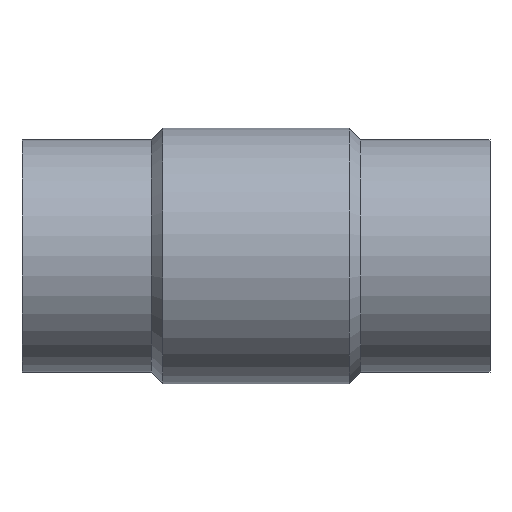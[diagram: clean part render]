
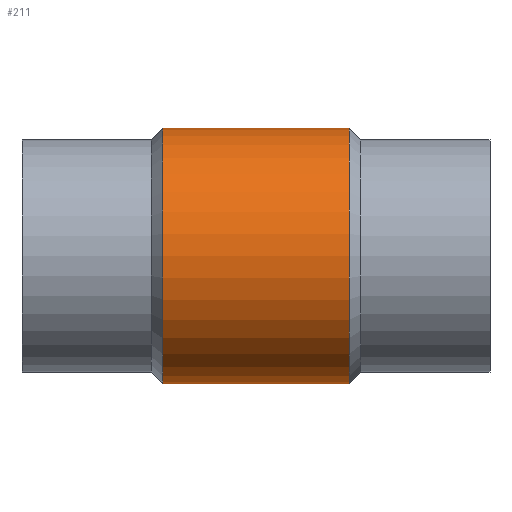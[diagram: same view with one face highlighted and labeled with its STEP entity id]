
A CAD part, top view. The second image highlights one B-rep face of the part: STEP entity #211.
In plain terms, the highlighted cylindrical face has radius 99 mm (diameter 198 mm), a full revolution.
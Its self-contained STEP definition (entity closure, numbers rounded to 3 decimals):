
#25=FACE_OUTER_BOUND('',#38,.T.);
#38=EDGE_LOOP('',(#149,#150,#151,#152,#153,#154,#155,#156,#157));
#56=B_SPLINE_CURVE_WITH_KNOTS('',3,(#416,#417,#418,#419,#420,#421,#422,
#423,#424,#425,#426,#427,#428,#429,#430,#431,#432,#433,#434,#435,#436,#437,
#438,#439,#440,#441,#442,#443,#444,#445,#446,#447,#448,#449),
 .UNSPECIFIED.,.F.,.F.,(4,2,2,2,2,2,2,2,2,2,2,2,2,2,2,2,4),(10.841,
12.187,13.533,14.878,16.224,17.589,
18.953,20.318,21.682,23.047,24.411,
25.775,27.14,28.486,29.832,31.177,
32.523),.UNSPECIFIED.);
#57=B_SPLINE_CURVE_WITH_KNOTS('',3,(#454,#455,#456,#457,#458,#459,#460,
#461,#462,#463,#464,#465,#466,#467,#468,#469,#470,#471),.UNSPECIFIED.,.F.,
 .F.,(4,2,2,2,2,2,2,2,4),(32.523,33.869,35.215,
36.561,37.906,39.271,40.635,42.,
43.364),.UNSPECIFIED.);
#58=B_SPLINE_CURVE_WITH_KNOTS('',3,(#472,#473,#474,#475,#476,#477,#478,
#479,#480,#481,#482,#483,#484,#485,#486,#487,#488,#489),.UNSPECIFIED.,.F.,
 .F.,(4,2,2,2,2,2,2,2,4),(0.,1.364,2.729,4.093,
5.458,6.804,8.149,9.495,10.841),
 .UNSPECIFIED.);
#60=LINE('',#414,#72);
#61=LINE('',#451,#73);
#72=VECTOR('',#279,99.);
#73=VECTOR('',#280,99.);
#84=CIRCLE('',#246,99.);
#85=CIRCLE('',#247,99.);
#99=VERTEX_POINT('',#411);
#100=VERTEX_POINT('',#413);
#101=VERTEX_POINT('',#415);
#102=VERTEX_POINT('',#450);
#103=VERTEX_POINT('',#453);
#118=EDGE_CURVE('',#99,#99,#84,.T.);
#119=EDGE_CURVE('',#99,#100,#60,.T.);
#120=EDGE_CURVE('',#100,#101,#56,.T.);
#121=EDGE_CURVE('',#101,#102,#61,.T.);
#122=EDGE_CURVE('',#102,#102,#85,.T.);
#123=EDGE_CURVE('',#101,#103,#57,.T.);
#124=EDGE_CURVE('',#103,#100,#58,.T.);
#149=ORIENTED_EDGE('',*,*,#118,.F.);
#150=ORIENTED_EDGE('',*,*,#119,.T.);
#151=ORIENTED_EDGE('',*,*,#120,.T.);
#152=ORIENTED_EDGE('',*,*,#121,.T.);
#153=ORIENTED_EDGE('',*,*,#122,.T.);
#154=ORIENTED_EDGE('',*,*,#121,.F.);
#155=ORIENTED_EDGE('',*,*,#123,.T.);
#156=ORIENTED_EDGE('',*,*,#124,.T.);
#157=ORIENTED_EDGE('',*,*,#119,.F.);
#204=CYLINDRICAL_SURFACE('',#245,99.);
#211=ADVANCED_FACE('',(#25),#204,.T.);
#245=AXIS2_PLACEMENT_3D('',#410,#275,#276);
#246=AXIS2_PLACEMENT_3D('',#412,#277,#278);
#247=AXIS2_PLACEMENT_3D('',#452,#281,#282);
#275=DIRECTION('center_axis',(-1.,0.,0.));
#276=DIRECTION('ref_axis',(0.,0.,1.));
#277=DIRECTION('center_axis',(-1.,0.,0.));
#278=DIRECTION('ref_axis',(0.,0.,1.));
#279=DIRECTION('',(1.,0.,0.));
#280=DIRECTION('',(1.,0.,0.));
#281=DIRECTION('center_axis',(-1.,0.,0.));
#282=DIRECTION('ref_axis',(0.,0.,1.));
#410=CARTESIAN_POINT('Origin',(0.,0.,0.));
#411=CARTESIAN_POINT('',(-72.,0.,-99.));
#412=CARTESIAN_POINT('Origin',(-72.,0.,0.));
#413=CARTESIAN_POINT('',(-68.75,0.,-99.));
#414=CARTESIAN_POINT('',(0.,0.,-99.));
#415=CARTESIAN_POINT('',(68.75,0.,-99.));
#416=CARTESIAN_POINT('Ctrl Pts',(-68.75,0.,-99.));
#417=CARTESIAN_POINT('Ctrl Pts',(-68.75,-4.486,-99.));
#418=CARTESIAN_POINT('Ctrl Pts',(-68.304,-9.076,-98.688));
#419=CARTESIAN_POINT('Ctrl Pts',(-66.482,-18.107,-97.437));
#420=CARTESIAN_POINT('Ctrl Pts',(-65.108,-22.55,-96.497));
#421=CARTESIAN_POINT('Ctrl Pts',(-61.543,-30.983,-94.129));
#422=CARTESIAN_POINT('Ctrl Pts',(-59.351,-34.983,-92.699));
#423=CARTESIAN_POINT('Ctrl Pts',(-54.359,-42.324,-89.585));
#424=CARTESIAN_POINT('Ctrl Pts',(-51.56,-45.667,-87.903));
#425=CARTESIAN_POINT('Ctrl Pts',(-45.626,-51.601,-84.558));
#426=CARTESIAN_POINT('Ctrl Pts',(-42.261,-54.408,-82.765));
#427=CARTESIAN_POINT('Ctrl Pts',(-34.921,-59.386,-79.269));
#428=CARTESIAN_POINT('Ctrl Pts',(-30.946,-61.56,-77.568));
#429=CARTESIAN_POINT('Ctrl Pts',(-22.572,-65.098,-74.623));
#430=CARTESIAN_POINT('Ctrl Pts',(-18.164,-66.466,-73.381));
#431=CARTESIAN_POINT('Ctrl Pts',(-9.153,-68.293,-71.684));
#432=CARTESIAN_POINT('Ctrl Pts',(-4.548,-68.75,-71.235));
#433=CARTESIAN_POINT('Ctrl Pts',(4.548,-68.75,-71.235));
#434=CARTESIAN_POINT('Ctrl Pts',(9.153,-68.293,-71.684));
#435=CARTESIAN_POINT('Ctrl Pts',(18.164,-66.466,-73.381));
#436=CARTESIAN_POINT('Ctrl Pts',(22.572,-65.098,-74.623));
#437=CARTESIAN_POINT('Ctrl Pts',(30.946,-61.56,-77.568));
#438=CARTESIAN_POINT('Ctrl Pts',(34.921,-59.386,-79.269));
#439=CARTESIAN_POINT('Ctrl Pts',(42.261,-54.408,-82.765));
#440=CARTESIAN_POINT('Ctrl Pts',(45.626,-51.601,-84.558));
#441=CARTESIAN_POINT('Ctrl Pts',(51.56,-45.667,-87.903));
#442=CARTESIAN_POINT('Ctrl Pts',(54.359,-42.324,-89.585));
#443=CARTESIAN_POINT('Ctrl Pts',(59.351,-34.983,-92.699));
#444=CARTESIAN_POINT('Ctrl Pts',(61.543,-30.983,-94.129));
#445=CARTESIAN_POINT('Ctrl Pts',(65.108,-22.55,-96.497));
#446=CARTESIAN_POINT('Ctrl Pts',(66.482,-18.107,-97.437));
#447=CARTESIAN_POINT('Ctrl Pts',(68.304,-9.076,-98.688));
#448=CARTESIAN_POINT('Ctrl Pts',(68.75,-4.486,-99.));
#449=CARTESIAN_POINT('Ctrl Pts',(68.75,0.,-99.));
#450=CARTESIAN_POINT('',(72.,0.,-99.));
#451=CARTESIAN_POINT('',(0.,0.,-99.));
#452=CARTESIAN_POINT('Origin',(72.,0.,0.));
#453=CARTESIAN_POINT('',(0.,68.75,-71.235));
#454=CARTESIAN_POINT('Ctrl Pts',(68.75,0.,-99.));
#455=CARTESIAN_POINT('Ctrl Pts',(68.75,4.486,-99.));
#456=CARTESIAN_POINT('Ctrl Pts',(68.304,9.076,-98.688));
#457=CARTESIAN_POINT('Ctrl Pts',(66.482,18.107,-97.437));
#458=CARTESIAN_POINT('Ctrl Pts',(65.108,22.55,-96.497));
#459=CARTESIAN_POINT('Ctrl Pts',(61.543,30.983,-94.129));
#460=CARTESIAN_POINT('Ctrl Pts',(59.351,34.983,-92.699));
#461=CARTESIAN_POINT('Ctrl Pts',(54.359,42.324,-89.585));
#462=CARTESIAN_POINT('Ctrl Pts',(51.56,45.667,-87.903));
#463=CARTESIAN_POINT('Ctrl Pts',(45.626,51.601,-84.558));
#464=CARTESIAN_POINT('Ctrl Pts',(42.261,54.408,-82.765));
#465=CARTESIAN_POINT('Ctrl Pts',(34.921,59.386,-79.269));
#466=CARTESIAN_POINT('Ctrl Pts',(30.946,61.56,-77.568));
#467=CARTESIAN_POINT('Ctrl Pts',(22.572,65.098,-74.623));
#468=CARTESIAN_POINT('Ctrl Pts',(18.164,66.466,-73.381));
#469=CARTESIAN_POINT('Ctrl Pts',(9.153,68.293,-71.684));
#470=CARTESIAN_POINT('Ctrl Pts',(4.548,68.75,-71.235));
#471=CARTESIAN_POINT('Ctrl Pts',(0.,68.75,-71.235));
#472=CARTESIAN_POINT('Ctrl Pts',(0.,68.75,-71.235));
#473=CARTESIAN_POINT('Ctrl Pts',(-4.548,68.75,-71.235));
#474=CARTESIAN_POINT('Ctrl Pts',(-9.153,68.293,-71.684));
#475=CARTESIAN_POINT('Ctrl Pts',(-18.164,66.466,-73.381));
#476=CARTESIAN_POINT('Ctrl Pts',(-22.572,65.098,-74.623));
#477=CARTESIAN_POINT('Ctrl Pts',(-30.946,61.56,-77.568));
#478=CARTESIAN_POINT('Ctrl Pts',(-34.921,59.386,-79.269));
#479=CARTESIAN_POINT('Ctrl Pts',(-42.261,54.408,-82.765));
#480=CARTESIAN_POINT('Ctrl Pts',(-45.626,51.601,-84.558));
#481=CARTESIAN_POINT('Ctrl Pts',(-51.56,45.667,-87.903));
#482=CARTESIAN_POINT('Ctrl Pts',(-54.359,42.324,-89.585));
#483=CARTESIAN_POINT('Ctrl Pts',(-59.351,34.983,-92.699));
#484=CARTESIAN_POINT('Ctrl Pts',(-61.543,30.983,-94.129));
#485=CARTESIAN_POINT('Ctrl Pts',(-65.108,22.55,-96.497));
#486=CARTESIAN_POINT('Ctrl Pts',(-66.482,18.107,-97.437));
#487=CARTESIAN_POINT('Ctrl Pts',(-68.304,9.076,-98.688));
#488=CARTESIAN_POINT('Ctrl Pts',(-68.75,4.486,-99.));
#489=CARTESIAN_POINT('Ctrl Pts',(-68.75,0.,-99.));
